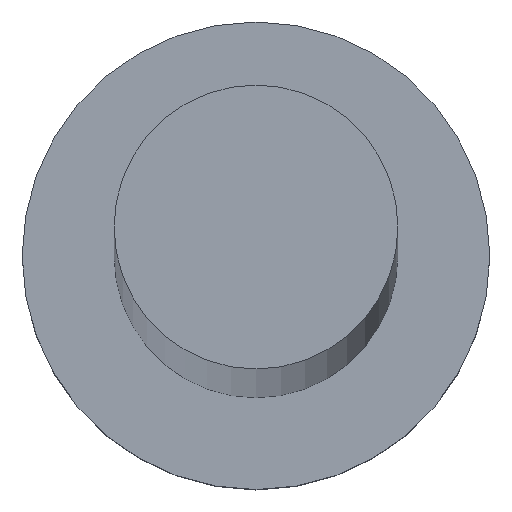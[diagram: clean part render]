
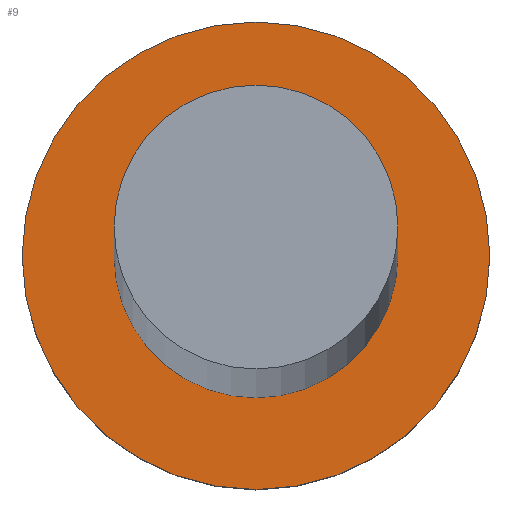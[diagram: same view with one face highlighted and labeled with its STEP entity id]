
A CAD part, top view. The second image highlights one B-rep face of the part: STEP entity #9.
In plain terms, the highlighted planar face has unit normal (0, 0, 1).
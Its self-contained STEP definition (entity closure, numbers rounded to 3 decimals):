
#7 = DIRECTION ( 'NONE',  ( 1., 0., 0. ) ) ;
#9 = ADVANCED_FACE ( 'NONE', ( #21, #102 ), #235, .T. ) ;
#10 = ORIENTED_EDGE ( 'NONE', *, *, #190, .T. ) ;
#11 = DIRECTION ( 'NONE',  ( 1., 0., 0. ) ) ;
#14 = CARTESIAN_POINT ( 'NONE',  ( -4.25, 0., 6.5 ) ) ;
#21 = FACE_BOUND ( 'NONE', #233, .T. ) ;
#30 = ORIENTED_EDGE ( 'NONE', *, *, #144, .F. ) ;
#40 = DIRECTION ( 'NONE',  ( 0., 0., 1. ) ) ;
#49 = CIRCLE ( 'NONE', #199, 4.25 ) ;
#54 = DIRECTION ( 'NONE',  ( 1., 0., 0. ) ) ;
#77 = DIRECTION ( 'NONE',  ( 1., 0., 0. ) ) ;
#80 = CIRCLE ( 'NONE', #236, 7. ) ;
#81 = CIRCLE ( 'NONE', #192, 7. ) ;
#84 = VERTEX_POINT ( 'NONE', #90 ) ;
#90 = CARTESIAN_POINT ( 'NONE',  ( -7., 0., 6.5 ) ) ;
#99 = CIRCLE ( 'NONE', #129, 4.25 ) ;
#102 = FACE_OUTER_BOUND ( 'NONE', #143, .T. ) ;
#118 = ORIENTED_EDGE ( 'NONE', *, *, #176, .F. ) ;
#129 = AXIS2_PLACEMENT_3D ( 'NONE', #141, #224, #11 ) ;
#134 = CARTESIAN_POINT ( 'NONE',  ( 0., 0., 6.5 ) ) ;
#141 = CARTESIAN_POINT ( 'NONE',  ( 0., 0., 6.5 ) ) ;
#143 = EDGE_LOOP ( 'NONE', ( #10, #209 ) ) ;
#144 = EDGE_CURVE ( 'NONE', #253, #154, #99, .T. ) ;
#145 = DIRECTION ( 'NONE',  ( 0., 0., 1. ) ) ;
#154 = VERTEX_POINT ( 'NONE', #254 ) ;
#155 = AXIS2_PLACEMENT_3D ( 'NONE', #227, #186, #7 ) ;
#158 = CARTESIAN_POINT ( 'NONE',  ( 0., 0., 6.5 ) ) ;
#168 = VERTEX_POINT ( 'NONE', #221 ) ;
#176 = EDGE_CURVE ( 'NONE', #154, #253, #49, .T. ) ;
#177 = DIRECTION ( 'NONE',  ( 1., 0., 0. ) ) ;
#178 = DIRECTION ( 'NONE',  ( 0., 0., 1. ) ) ;
#186 = DIRECTION ( 'NONE',  ( 0., 0., 1. ) ) ;
#190 = EDGE_CURVE ( 'NONE', #84, #168, #81, .T. ) ;
#192 = AXIS2_PLACEMENT_3D ( 'NONE', #134, #145, #177 ) ;
#199 = AXIS2_PLACEMENT_3D ( 'NONE', #158, #40, #54 ) ;
#209 = ORIENTED_EDGE ( 'NONE', *, *, #228, .T. ) ;
#221 = CARTESIAN_POINT ( 'NONE',  ( 7., 0., 6.5 ) ) ;
#224 = DIRECTION ( 'NONE',  ( 0., 0., 1. ) ) ;
#227 = CARTESIAN_POINT ( 'NONE',  ( 0., 0., 6.5 ) ) ;
#228 = EDGE_CURVE ( 'NONE', #168, #84, #80, .T. ) ;
#233 = EDGE_LOOP ( 'NONE', ( #30, #118 ) ) ;
#235 = PLANE ( 'NONE',  #155 ) ;
#236 = AXIS2_PLACEMENT_3D ( 'NONE', #246, #178, #77 ) ;
#246 = CARTESIAN_POINT ( 'NONE',  ( 0., 0., 6.5 ) ) ;
#253 = VERTEX_POINT ( 'NONE', #14 ) ;
#254 = CARTESIAN_POINT ( 'NONE',  ( 4.25, 0., 6.5 ) ) ;
